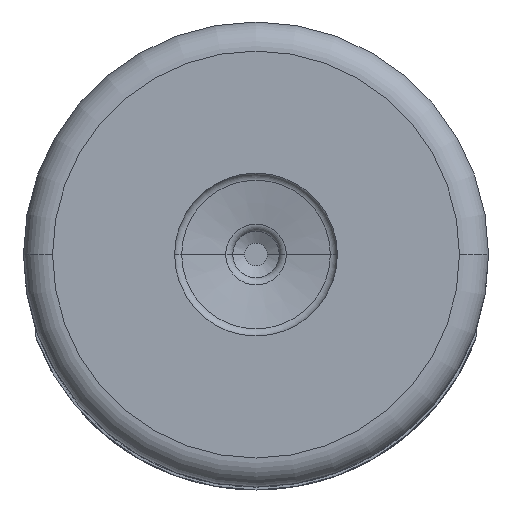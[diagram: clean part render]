
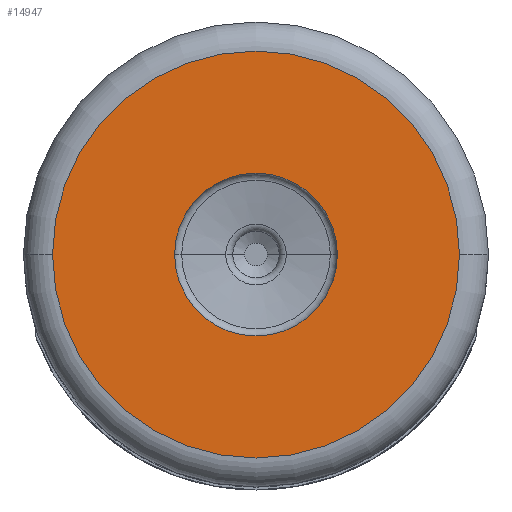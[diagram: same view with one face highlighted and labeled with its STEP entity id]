
A CAD part, front view. The second image highlights one B-rep face of the part: STEP entity #14947.
In plain terms, the highlighted planar face has unit normal (0, -1, 0).
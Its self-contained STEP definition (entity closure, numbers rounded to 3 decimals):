
#2045=CARTESIAN_POINT('',(0.,-4.,0.));
#2046=DIRECTION('',(0.,-1.,0.));
#2047=DIRECTION('',(1.,0.,0.));
#2048=AXIS2_PLACEMENT_3D('',#2045,#2046,#2047);
#2060=CARTESIAN_POINT('',(0.,-4.,0.));
#2061=DIRECTION('',(0.,-1.,0.));
#2062=DIRECTION('',(-1.,0.,0.));
#2063=AXIS2_PLACEMENT_3D('',#2060,#2061,#2062);
#2065=CARTESIAN_POINT('',(0.,-4.,0.));
#2066=DIRECTION('',(0.,-1.,0.));
#2067=DIRECTION('',(1.,0.,0.));
#2068=AXIS2_PLACEMENT_3D('',#2065,#2066,#2067);
#2070=CARTESIAN_POINT('',(0.,-4.,0.));
#2071=DIRECTION('',(0.,-1.,0.));
#2072=DIRECTION('',(-1.,0.,0.));
#2073=AXIS2_PLACEMENT_3D('',#2070,#2071,#2072);
#12895=CARTESIAN_POINT('',(-1.4,-4.,0.));
#12896=CARTESIAN_POINT('',(1.4,-4.,0.));
#12897=VERTEX_POINT('',#12895);
#12898=VERTEX_POINT('',#12896);
#12899=CARTESIAN_POINT('',(3.5,-4.,0.));
#12900=CARTESIAN_POINT('',(-3.5,-4.,0.));
#12901=VERTEX_POINT('',#12899);
#12902=VERTEX_POINT('',#12900);
#14931=CARTESIAN_POINT('',(0.,-4.,0.));
#14932=DIRECTION('',(0.,1.,0.));
#14933=DIRECTION('',(1.,0.,0.));
#14934=AXIS2_PLACEMENT_3D('',#14931,#14932,#14933);
#14935=PLANE('',#14934);
#14936=ORIENTED_EDGE('',*,*,#14921,.F.);
#14938=ORIENTED_EDGE('',*,*,#14937,.F.);
#14939=EDGE_LOOP('',(#14936,#14938));
#14940=FACE_OUTER_BOUND('',#14939,.F.);
#14942=ORIENTED_EDGE('',*,*,#14941,.T.);
#14944=ORIENTED_EDGE('',*,*,#14943,.T.);
#14945=EDGE_LOOP('',(#14942,#14944));
#14946=FACE_BOUND('',#14945,.F.);
#14947=ADVANCED_FACE('',(#14940,#14946),#14935,.F.);
#2049=CIRCLE('',#2048,3.5);
#2064=CIRCLE('',#2063,1.4);
#2069=CIRCLE('',#2068,1.4);
#2074=CIRCLE('',#2073,3.5);
#14921=EDGE_CURVE('',#12901,#12902,#2049,.T.);
#14937=EDGE_CURVE('',#12902,#12901,#2074,.T.);
#14941=EDGE_CURVE('',#12897,#12898,#2064,.T.);
#14943=EDGE_CURVE('',#12898,#12897,#2069,.T.);
